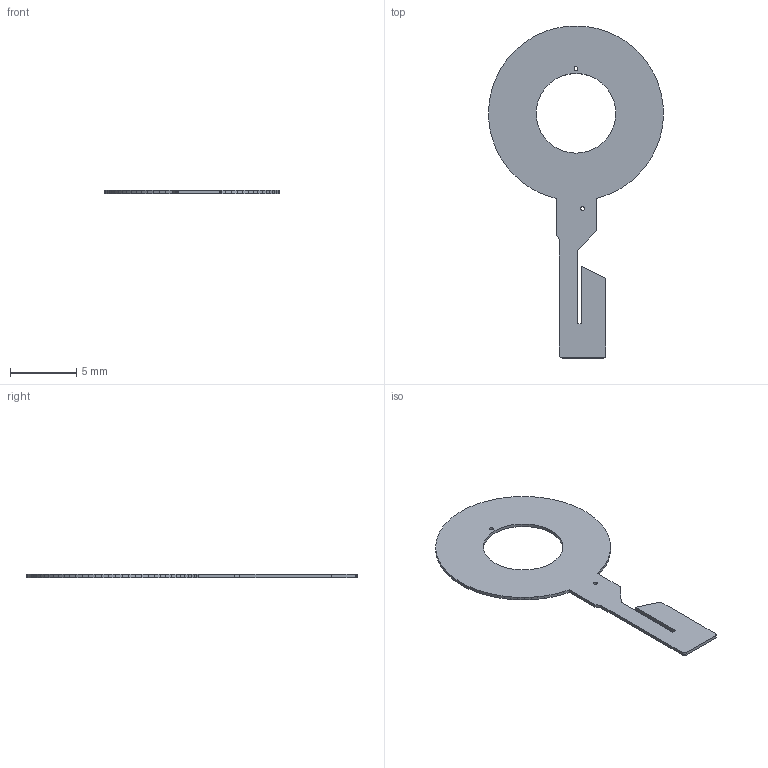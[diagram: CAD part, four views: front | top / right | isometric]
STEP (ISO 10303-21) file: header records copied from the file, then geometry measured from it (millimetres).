
FILE_DESCRIPTION(('KiCad electronic assembly'),'2;1');
FILE_NAME('carvera wireless charger circuit.step','2024-08-09T17:59:30', ('Pcbnew'),('Kicad'),'Open CASCADE STEP processor 7.7', 'KiCad to STEP converter','Unknown');
FILE_SCHEMA(('AUTOMOTIVE_DESIGN { 1 0 10303 214 1 1 1 1 }'));
Length unit declared in the file: millimetre
Products named in the file (2): carvera wireless charger circuit 1; carvera wireless charger circuit PCB
Assembly tree (1 placements, depth 2):
  carvera wireless charger circuit 1
    carvera wireless charger circuit PCB
Bounding box: 13.16 x 24.99 x 0.23 mm (x, y, z)
Volume: 32.9 mm3; surface area: 305 mm2
Topology: 1 solids, 1 shells, 101 faces, 297 edges, 198 vertices
Faces by surface type: plane 98, cylinder 3
Full cylindrical faces by diameter (mm): 0.3 x2, 6 x1
Entity records: 7237 total; most frequent: CARTESIAN_POINT 1228, DIRECTION 1097, LINE 879, VECTOR 879, ORIENTED_EDGE 594, PCURVE 594, DEFINITIONAL_REPRESENTATION 594, EDGE_CURVE 297
